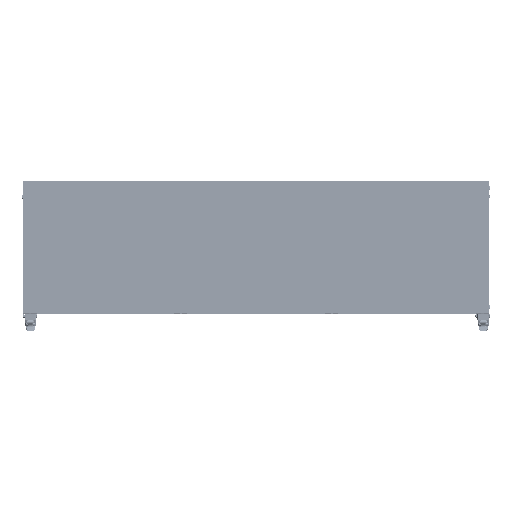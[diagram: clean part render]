
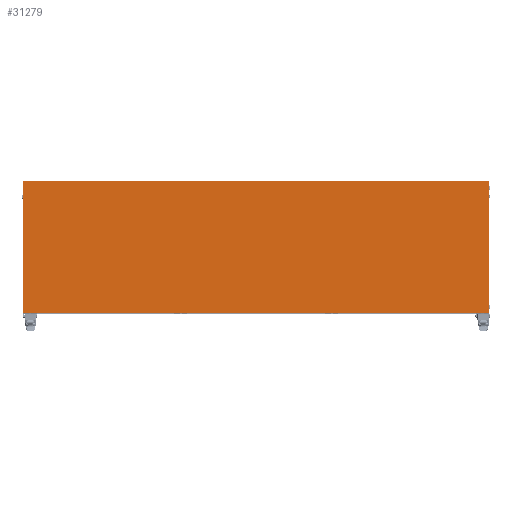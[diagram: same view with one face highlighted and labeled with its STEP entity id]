
A CAD part, top view. The second image highlights one B-rep face of the part: STEP entity #31279.
In plain terms, the highlighted planar face has unit normal (0, 0, 1).
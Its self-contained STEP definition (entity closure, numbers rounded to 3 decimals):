
#31279=ADVANCED_FACE('',(#38140),#38141,.T.);
#38140=FACE_OUTER_BOUND('',#50511,.T.);
#38141=PLANE('',#50512);
#50511=EDGE_LOOP('',(#66497,#66498,#66499,#66500));
#50512=AXIS2_PLACEMENT_3D('',#66501,#66502,#66503);
#66497=ORIENTED_EDGE('',*,*,#75284,.F.);
#66498=ORIENTED_EDGE('',*,*,#75287,.F.);
#66499=ORIENTED_EDGE('',*,*,#75279,.F.);
#66500=ORIENTED_EDGE('',*,*,#75275,.F.);
#66501=CARTESIAN_POINT('',(0.,0.,1257.));
#66502=DIRECTION('',(0.0,0.0,1.0));
#66503=DIRECTION('',(1.0,0.0,0.0));
#75275=EDGE_CURVE('',#84476,#84478,#84479,.T.);
#75279=EDGE_CURVE('',#84478,#84484,#84485,.T.);
#75284=EDGE_CURVE('',#84491,#84476,#84493,.T.);
#75287=EDGE_CURVE('',#84484,#84491,#84496,.T.);
#84476=VERTEX_POINT('',#104338);
#84478=VERTEX_POINT('',#104341);
#84479=LINE('',#104342,#104343);
#84484=VERTEX_POINT('',#104350);
#84485=LINE('',#104351,#104352);
#84491=VERTEX_POINT('',#104360);
#84493=LINE('',#104363,#104364);
#84496=LINE('',#104368,#104369);
#104338=CARTESIAN_POINT('',(-705.,-200.0,1257.));
#104341=CARTESIAN_POINT('',(-705.,200.0,1257.));
#104342=CARTESIAN_POINT('',(-705.,0.,1257.));
#104343=VECTOR('',#115056,1.0);
#104350=CARTESIAN_POINT('',(705.,200.0,1257.));
#104351=CARTESIAN_POINT('',(0.,200.0,1257.));
#104352=VECTOR('',#115059,1.0);
#104360=CARTESIAN_POINT('',(705.,-200.0,1257.));
#104363=CARTESIAN_POINT('',(0.,-200.0,1257.));
#104364=VECTOR('',#115063,1.0);
#104368=CARTESIAN_POINT('',(705.,0.,1257.));
#104369=VECTOR('',#115065,1.0);
#115056=DIRECTION('',(0.0,1.0,0.0));
#115059=DIRECTION('',(1.0,0.0,0.0));
#115063=DIRECTION('',(-1.0,0.0,0.0));
#115065=DIRECTION('',(0.0,-1.0,0.0));
